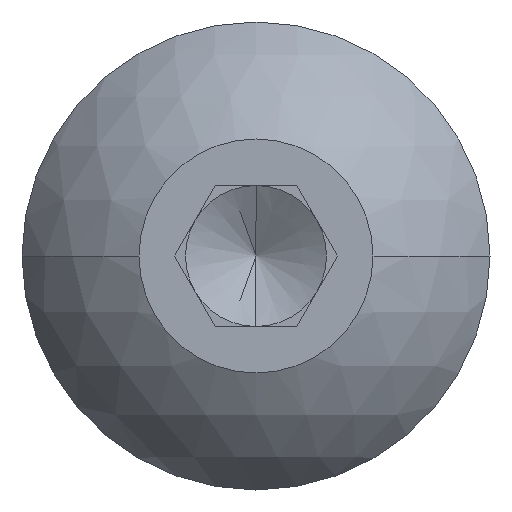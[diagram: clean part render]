
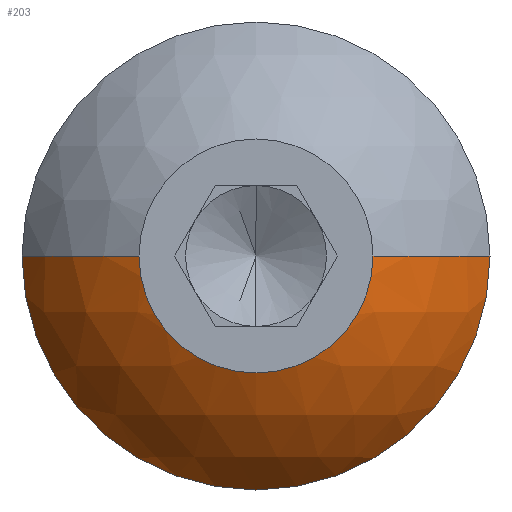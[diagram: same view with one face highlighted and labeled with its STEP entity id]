
A CAD part, left-side view. The second image highlights one B-rep face of the part: STEP entity #203.
In plain terms, the highlighted spherical face has radius 4.584 mm.
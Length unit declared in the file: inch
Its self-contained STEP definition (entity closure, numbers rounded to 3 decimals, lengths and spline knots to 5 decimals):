
#196 = EDGE_CURVE ( 'NONE', #197, #258, #626, .T. ) ;
#197 = VERTEX_POINT ( 'NONE', #621 ) ;
#203 = ADVANCED_FACE ( 'NONE', ( #610 ), #608, .T. ) ;
#204 = EDGE_LOOP ( 'NONE', ( #205, #206, #209, #212, #215 ) ) ;
#205 = ORIENTED_EDGE ( 'NONE', *, *, #196, .T. ) ;
#206 = ORIENTED_EDGE ( 'NONE', *, *, #207, .T. ) ;
#207 = EDGE_CURVE ( 'NONE', #258, #208, #604, .T. ) ;
#208 = VERTEX_POINT ( 'NONE', #599 ) ;
#209 = ORIENTED_EDGE ( 'NONE', *, *, #210, .T. ) ;
#210 = EDGE_CURVE ( 'NONE', #208, #211, #598, .T. ) ;
#211 = VERTEX_POINT ( 'NONE', #511 ) ;
#212 = ORIENTED_EDGE ( 'NONE', *, *, #213, .F. ) ;
#213 = EDGE_CURVE ( 'NONE', #214, #211, #510, .T. ) ;
#214 = VERTEX_POINT ( 'NONE', #505 ) ;
#215 = ORIENTED_EDGE ( 'NONE', *, *, #216, .F. ) ;
#216 = EDGE_CURVE ( 'NONE', #197, #214, #657, .T. ) ;
#258 = VERTEX_POINT ( 'NONE', #547 ) ;
#504 = CARTESIAN_POINT ( 'NONE',  ( 0.16275, 0., 0. ) ) ;
#505 = CARTESIAN_POINT ( 'NONE',  ( 0., 0.078, 0. ) ) ;
#506 = DIRECTION ( 'NONE',  ( 0., 0., 1. ) ) ;
#507 = DIRECTION ( 'NONE',  ( -1., 0., 0. ) ) ;
#508 = CARTESIAN_POINT ( 'NONE',  ( 0., 0., 0. ) ) ;
#509 = AXIS2_PLACEMENT_3D ( 'NONE', #508, #507, #506 ) ;
#510 = CIRCLE ( 'NONE', #509, 0.078 ) ;
#511 = CARTESIAN_POINT ( 'NONE',  ( 0., -0.078, 0. ) ) ;
#512 = DIRECTION ( 'NONE',  ( 0., 1., 0. ) ) ;
#513 = DIRECTION ( 'NONE',  ( 0., 0., -1. ) ) ;
#514 = CARTESIAN_POINT ( 'NONE',  ( 0.16275, 0., 0. ) ) ;
#547 = CARTESIAN_POINT ( 'NONE',  ( 0.072, 0., -0.156 ) ) ;
#597 = AXIS2_PLACEMENT_3D ( 'NONE', #514, #513, #512 ) ;
#598 = CIRCLE ( 'NONE', #597, 0.18048 ) ;
#599 = CARTESIAN_POINT ( 'NONE',  ( 0.072, -0.156, 0. ) ) ;
#600 = DIRECTION ( 'NONE',  ( 0., 0., 1. ) ) ;
#601 = DIRECTION ( 'NONE',  ( -1., 0., 0. ) ) ;
#602 = CARTESIAN_POINT ( 'NONE',  ( 0.072, 0., 0. ) ) ;
#603 = AXIS2_PLACEMENT_3D ( 'NONE', #602, #601, #600 ) ;
#604 = CIRCLE ( 'NONE', #603, 0.156 ) ;
#605 = DIRECTION ( 'NONE',  ( 0., 1., 0. ) ) ;
#606 = DIRECTION ( 'NONE',  ( 0., 0., -1. ) ) ;
#607 = AXIS2_PLACEMENT_3D ( 'NONE', #609, #606, #605 ) ;
#608 = SPHERICAL_SURFACE ( 'NONE', #607, 0.18048 ) ;
#609 = CARTESIAN_POINT ( 'NONE',  ( 0.16275, 0., 0. ) ) ;
#610 = FACE_OUTER_BOUND ( 'NONE', #204, .T. ) ;
#621 = CARTESIAN_POINT ( 'NONE',  ( 0.072, 0.156, 0. ) ) ;
#622 = DIRECTION ( 'NONE',  ( 0., 0., 1. ) ) ;
#623 = DIRECTION ( 'NONE',  ( -1., 0., 0. ) ) ;
#624 = CARTESIAN_POINT ( 'NONE',  ( 0.072, 0., 0. ) ) ;
#625 = AXIS2_PLACEMENT_3D ( 'NONE', #624, #623, #622 ) ;
#626 = CIRCLE ( 'NONE', #625, 0.156 ) ;
#654 = DIRECTION ( 'NONE',  ( 1., 0., 0. ) ) ;
#655 = DIRECTION ( 'NONE',  ( 0., 0., 1. ) ) ;
#656 = AXIS2_PLACEMENT_3D ( 'NONE', #504, #655, #654 ) ;
#657 = CIRCLE ( 'NONE', #656, 0.18048 ) ;
